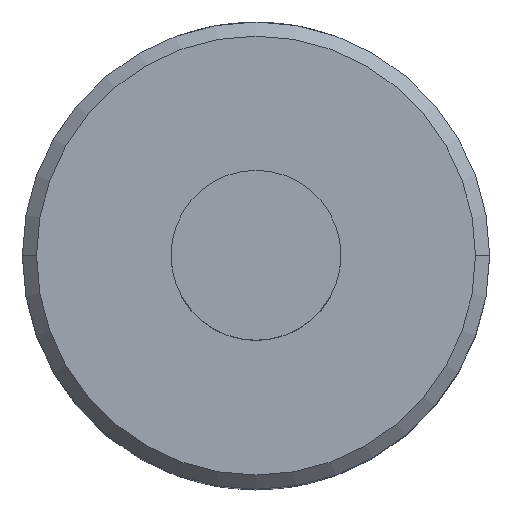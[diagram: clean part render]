
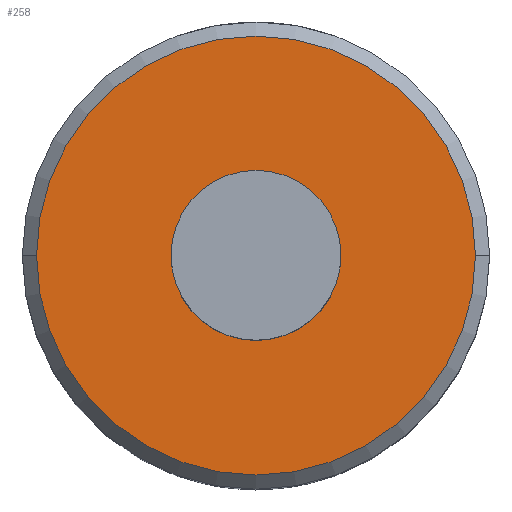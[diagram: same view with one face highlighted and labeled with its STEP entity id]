
A CAD part, top view. The second image highlights one B-rep face of the part: STEP entity #258.
In plain terms, the highlighted planar face has unit normal (0, 0, 1).
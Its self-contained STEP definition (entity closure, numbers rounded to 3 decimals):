
#17 = DIRECTION ( 'NONE',  ( 0., 0., 1. ) ) ;
#28 = CIRCLE ( 'NONE', #664, 2.5 ) ;
#50 = CARTESIAN_POINT ( 'NONE',  ( 0., 0., 8. ) ) ;
#51 = EDGE_LOOP ( 'NONE', ( #225, #439 ) ) ;
#73 = DIRECTION ( 'NONE',  ( 1., 0., 0. ) ) ;
#76 = AXIS2_PLACEMENT_3D ( 'NONE', #324, #571, #511 ) ;
#133 = AXIS2_PLACEMENT_3D ( 'NONE', #666, #300, #493 ) ;
#138 = CIRCLE ( 'NONE', #76, 7.75 ) ;
#179 = ORIENTED_EDGE ( 'NONE', *, *, #222, .T. ) ;
#204 = CARTESIAN_POINT ( 'NONE',  ( 0., 0., 8. ) ) ;
#214 = CARTESIAN_POINT ( 'NONE',  ( -2.5, 0., 8. ) ) ;
#221 = ORIENTED_EDGE ( 'NONE', *, *, #739, .T. ) ;
#222 = EDGE_CURVE ( 'NONE', #317, #305, #745, .T. ) ;
#225 = ORIENTED_EDGE ( 'NONE', *, *, #451, .F. ) ;
#232 = CIRCLE ( 'NONE', #351, 2.5 ) ;
#253 = PLANE ( 'NONE',  #133 ) ;
#258 = ADVANCED_FACE ( 'NONE', ( #644, #284 ), #253, .T. ) ;
#259 = CARTESIAN_POINT ( 'NONE',  ( 7.75, 0., 8. ) ) ;
#281 = DIRECTION ( 'NONE',  ( 1., 0., 0. ) ) ;
#284 = FACE_BOUND ( 'NONE', #51, .T. ) ;
#286 = VERTEX_POINT ( 'NONE', #214 ) ;
#300 = DIRECTION ( 'NONE',  ( 0., 0., 1. ) ) ;
#305 = VERTEX_POINT ( 'NONE', #259 ) ;
#308 = CARTESIAN_POINT ( 'NONE',  ( 0., 0., 8. ) ) ;
#317 = VERTEX_POINT ( 'NONE', #374 ) ;
#320 = CARTESIAN_POINT ( 'NONE',  ( 2.5, 0., 8. ) ) ;
#324 = CARTESIAN_POINT ( 'NONE',  ( 0., 0., 8. ) ) ;
#351 = AXIS2_PLACEMENT_3D ( 'NONE', #50, #764, #281 ) ;
#374 = CARTESIAN_POINT ( 'NONE',  ( -7.75, 0., 8. ) ) ;
#439 = ORIENTED_EDGE ( 'NONE', *, *, #671, .F. ) ;
#451 = EDGE_CURVE ( 'NONE', #286, #716, #232, .T. ) ;
#460 = AXIS2_PLACEMENT_3D ( 'NONE', #308, #542, #73 ) ;
#493 = DIRECTION ( 'NONE',  ( 1., 0., 0. ) ) ;
#511 = DIRECTION ( 'NONE',  ( 1., 0., 0. ) ) ;
#542 = DIRECTION ( 'NONE',  ( 0., 0., 1. ) ) ;
#571 = DIRECTION ( 'NONE',  ( 0., 0., 1. ) ) ;
#644 = FACE_OUTER_BOUND ( 'NONE', #763, .T. ) ;
#664 = AXIS2_PLACEMENT_3D ( 'NONE', #204, #17, #689 ) ;
#666 = CARTESIAN_POINT ( 'NONE',  ( 0., 0., 8. ) ) ;
#671 = EDGE_CURVE ( 'NONE', #716, #286, #28, .T. ) ;
#689 = DIRECTION ( 'NONE',  ( 1., 0., 0. ) ) ;
#716 = VERTEX_POINT ( 'NONE', #320 ) ;
#739 = EDGE_CURVE ( 'NONE', #305, #317, #138, .T. ) ;
#745 = CIRCLE ( 'NONE', #460, 7.75 ) ;
#763 = EDGE_LOOP ( 'NONE', ( #179, #221 ) ) ;
#764 = DIRECTION ( 'NONE',  ( 0., 0., 1. ) ) ;
